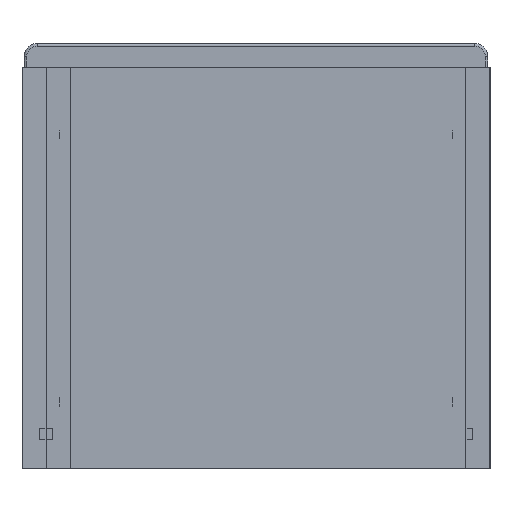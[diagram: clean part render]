
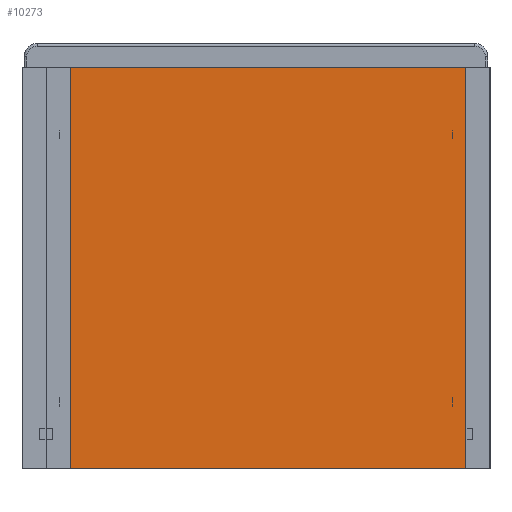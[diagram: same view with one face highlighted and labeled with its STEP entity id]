
A CAD part, front view. The second image highlights one B-rep face of the part: STEP entity #10273.
In plain terms, the highlighted planar face has unit normal (0, -1, 0).
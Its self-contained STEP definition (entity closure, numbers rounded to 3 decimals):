
#36 = LINE ( 'NONE', #3570, #1356 ) ;
#221 = AXIS2_PLACEMENT_3D ( 'NONE', #9446, #1546, #487 ) ;
#487 = DIRECTION ( 'NONE',  ( 0., 0., 1. ) ) ;
#932 = ORIENTED_EDGE ( 'NONE', *, *, #7248, .F. ) ;
#1356 = VECTOR ( 'NONE', #6381, 1000. ) ;
#1546 = DIRECTION ( 'NONE',  ( 0., 1., 0. ) ) ;
#2402 = LINE ( 'NONE', #8658, #2577 ) ;
#2577 = VECTOR ( 'NONE', #8421, 1000. ) ;
#2674 = VECTOR ( 'NONE', #9498, 1000. ) ;
#2845 = EDGE_CURVE ( 'NONE', #10685, #5235, #2402, .T. ) ;
#2848 = VECTOR ( 'NONE', #10376, 1000. ) ;
#3570 = CARTESIAN_POINT ( 'NONE',  ( -157., 0., -150. ) ) ;
#3858 = EDGE_LOOP ( 'NONE', ( #932, #7895, #10623, #9916 ) ) ;
#3895 = CARTESIAN_POINT ( 'NONE',  ( -157., 0., -150. ) ) ;
#4077 = LINE ( 'NONE', #6761, #2848 ) ;
#4078 = LINE ( 'NONE', #7700, #2674 ) ;
#5013 = CARTESIAN_POINT ( 'NONE',  ( -157., 0., 150. ) ) ;
#5235 = VERTEX_POINT ( 'NONE', #11059 ) ;
#5243 = CARTESIAN_POINT ( 'NONE',  ( 157., 0., -150. ) ) ;
#5667 = VERTEX_POINT ( 'NONE', #3895 ) ;
#6012 = FACE_OUTER_BOUND ( 'NONE', #3858, .T. ) ;
#6381 = DIRECTION ( 'NONE',  ( -1., 0., 0. ) ) ;
#6761 = CARTESIAN_POINT ( 'NONE',  ( 157., 0., -150. ) ) ;
#6764 = PLANE ( 'NONE',  #221 ) ;
#7248 = EDGE_CURVE ( 'NONE', #5235, #9557, #4077, .T. ) ;
#7542 = EDGE_CURVE ( 'NONE', #5667, #10685, #4078, .T. ) ;
#7700 = CARTESIAN_POINT ( 'NONE',  ( -157., 0., -150. ) ) ;
#7895 = ORIENTED_EDGE ( 'NONE', *, *, #2845, .F. ) ;
#8227 = EDGE_CURVE ( 'NONE', #9557, #5667, #36, .T. ) ;
#8421 = DIRECTION ( 'NONE',  ( 1., 0., 0. ) ) ;
#8658 = CARTESIAN_POINT ( 'NONE',  ( -157., 0., 150. ) ) ;
#9446 = CARTESIAN_POINT ( 'NONE',  ( 0., 0., 0. ) ) ;
#9498 = DIRECTION ( 'NONE',  ( 0., 0., 1. ) ) ;
#9557 = VERTEX_POINT ( 'NONE', #5243 ) ;
#9916 = ORIENTED_EDGE ( 'NONE', *, *, #8227, .F. ) ;
#10273 = ADVANCED_FACE ( 'NONE', ( #6012 ), #6764, .F. ) ;
#10376 = DIRECTION ( 'NONE',  ( 0., 0., -1. ) ) ;
#10623 = ORIENTED_EDGE ( 'NONE', *, *, #7542, .F. ) ;
#10685 = VERTEX_POINT ( 'NONE', #5013 ) ;
#11059 = CARTESIAN_POINT ( 'NONE',  ( 157., 0., 150. ) ) ;
